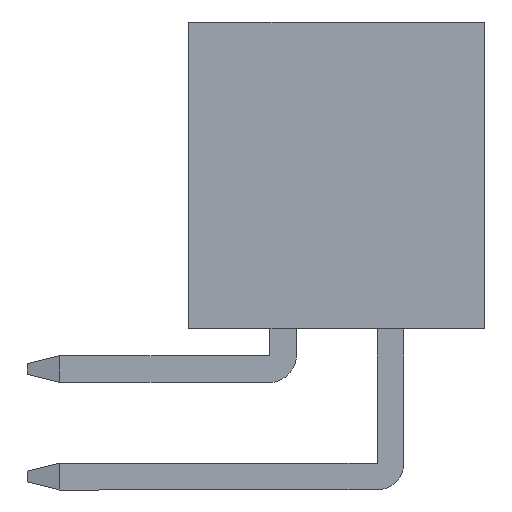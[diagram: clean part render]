
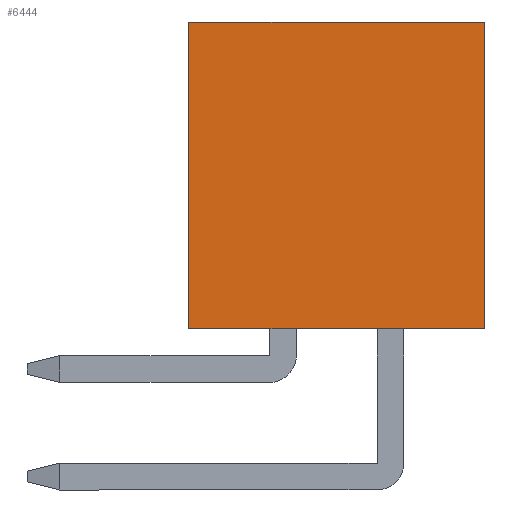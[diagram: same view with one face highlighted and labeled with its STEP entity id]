
A CAD part, left-side view. The second image highlights one B-rep face of the part: STEP entity #6444.
In plain terms, the highlighted planar face has unit normal (-1, 0, 0).
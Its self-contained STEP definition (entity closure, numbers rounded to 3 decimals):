
#1009=ORIENTED_EDGE('',*,*,#2409,.F.);
#1010=ORIENTED_EDGE('',*,*,#2011,.F.);
#1011=ORIENTED_EDGE('',*,*,#2076,.T.);
#1012=ORIENTED_EDGE('',*,*,#2584,.T.);
#2011=EDGE_CURVE('',#2921,#2922,#3521,.T.);
#2076=EDGE_CURVE('',#2921,#2985,#3586,.T.);
#2409=EDGE_CURVE('',#2922,#3243,#3919,.T.);
#2584=EDGE_CURVE('',#2985,#3243,#4094,.T.);
#2921=VERTEX_POINT('',#8750);
#2922=VERTEX_POINT('',#8752);
#2985=VERTEX_POINT('',#8880);
#3243=VERTEX_POINT('',#9522);
#3521=LINE('',#8751,#4427);
#3586=LINE('',#8881,#4492);
#3919=LINE('',#9521,#4825);
#4094=LINE('',#9870,#5000);
#4427=VECTOR('',#7095,1000.);
#4492=VECTOR('',#7162,1000.);
#4825=VECTOR('',#7595,1000.);
#5000=VECTOR('',#7884,1000.);
#5416=EDGE_LOOP('',(#1009,#1010,#1011,#1012));
#5786=FACE_BOUND('',#5416,.T.);
#6129=PLANE('',#6799);
#6444=ADVANCED_FACE('',(#5786),#6129,.T.);
#6799=AXIS2_PLACEMENT_3D('',#9878,#7889,#7890);
#7095=DIRECTION('',(0.,1.,0.));
#7162=DIRECTION('',(0.,0.,1.));
#7595=DIRECTION('',(0.,0.,1.));
#7884=DIRECTION('',(0.,1.,0.));
#7889=DIRECTION('',(-1.,0.,0.));
#7890=DIRECTION('',(0.,0.,1.));
#8750=CARTESIAN_POINT('',(-16.625,-2.75,-2.85));
#8751=CARTESIAN_POINT('',(-16.625,-2.75,-2.85));
#8752=CARTESIAN_POINT('',(-16.625,2.75,-2.85));
#8880=CARTESIAN_POINT('',(-16.625,-2.75,2.85));
#8881=CARTESIAN_POINT('',(-16.625,-2.75,-2.85));
#9521=CARTESIAN_POINT('',(-16.625,2.75,-2.85));
#9522=CARTESIAN_POINT('',(-16.625,2.75,2.85));
#9870=CARTESIAN_POINT('',(-16.625,-2.75,2.85));
#9878=CARTESIAN_POINT('',(-16.625,-2.75,-2.85));
